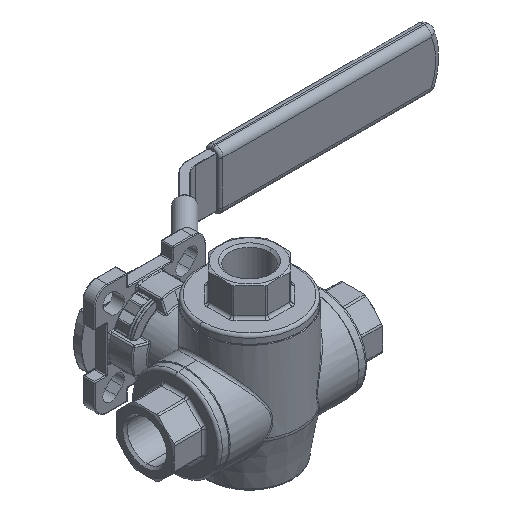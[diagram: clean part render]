
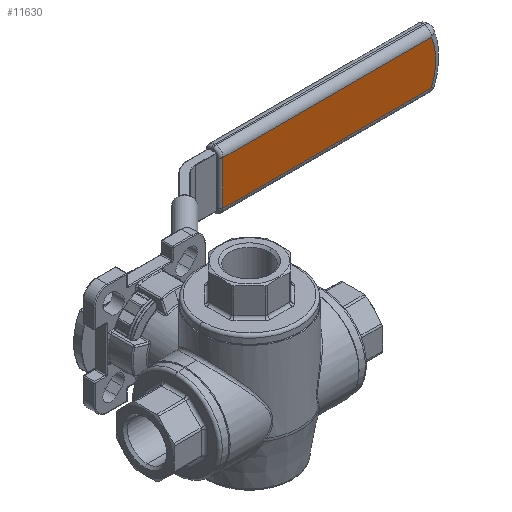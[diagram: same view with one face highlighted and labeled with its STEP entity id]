
A CAD part, isometric view. The second image highlights one B-rep face of the part: STEP entity #11630.
In plain terms, the highlighted planar face has unit normal (0, -1, 0).
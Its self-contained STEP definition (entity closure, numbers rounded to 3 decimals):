
#2275 = DIRECTION ( 'NONE',  ( 0., -1., 0. ) ) ;
#4248 = ORIENTED_EDGE ( 'NONE', *, *, #18928, .T. ) ;
#5840 = EDGE_CURVE ( 'NONE', #9363, #10915, #23547, .T. ) ;
#9363 = VERTEX_POINT ( 'NONE', #31883 ) ;
#10915 = VERTEX_POINT ( 'NONE', #13684 ) ;
#11630 = ADVANCED_FACE ( 'NONE', ( #52639 ), #27143, .F. ) ;
#11740 = CARTESIAN_POINT ( 'NONE',  ( 143., 70., 11. ) ) ;
#13684 = CARTESIAN_POINT ( 'NONE',  ( 59.985, 70., 8.3 ) ) ;
#15152 = CIRCLE ( 'NONE', #52601, 22.3 ) ;
#15967 = DIRECTION ( 'NONE',  ( 0., 1., 0. ) ) ;
#18928 = EDGE_CURVE ( 'NONE', #10915, #50449, #39434, .T. ) ;
#19233 = ORIENTED_EDGE ( 'NONE', *, *, #37942, .T. ) ;
#19690 = CARTESIAN_POINT ( 'NONE',  ( 117.999, 70., 0. ) ) ;
#20183 = CARTESIAN_POINT ( 'NONE',  ( 59.985, 70., 11. ) ) ;
#23547 = LINE ( 'NONE', #48362, #33528 ) ;
#24713 = VERTEX_POINT ( 'NONE', #35953 ) ;
#25735 = EDGE_CURVE ( 'NONE', #24713, #9363, #15152, .T. ) ;
#26292 = DIRECTION ( 'NONE',  ( -1., 0., 0. ) ) ;
#27143 = PLANE ( 'NONE',  #48148 ) ;
#30522 = EDGE_LOOP ( 'NONE', ( #4248, #19233, #35660, #50125 ) ) ;
#31883 = CARTESIAN_POINT ( 'NONE',  ( 138.697, 70., 8.3 ) ) ;
#32518 = DIRECTION ( 'NONE',  ( 0., 0., 1. ) ) ;
#33528 = VECTOR ( 'NONE', #26292, 1000. ) ;
#33539 = CARTESIAN_POINT ( 'NONE',  ( 59.985, 70., -8.3 ) ) ;
#33825 = LINE ( 'NONE', #39468, #35798 ) ;
#35660 = ORIENTED_EDGE ( 'NONE', *, *, #25735, .T. ) ;
#35798 = VECTOR ( 'NONE', #43763, 1000. ) ;
#35953 = CARTESIAN_POINT ( 'NONE',  ( 138.697, 70., -8.3 ) ) ;
#37942 = EDGE_CURVE ( 'NONE', #50449, #24713, #33825, .T. ) ;
#39434 = LINE ( 'NONE', #20183, #47477 ) ;
#39468 = CARTESIAN_POINT ( 'NONE',  ( 140.449, 70., -8.3 ) ) ;
#43763 = DIRECTION ( 'NONE',  ( 1., 0., 0. ) ) ;
#47477 = VECTOR ( 'NONE', #49919, 1000. ) ;
#48148 = AXIS2_PLACEMENT_3D ( 'NONE', #11740, #15967, #53497 ) ;
#48362 = CARTESIAN_POINT ( 'NONE',  ( 143., 70., 8.3 ) ) ;
#49919 = DIRECTION ( 'NONE',  ( 0., 0., -1. ) ) ;
#50125 = ORIENTED_EDGE ( 'NONE', *, *, #5840, .T. ) ;
#50449 = VERTEX_POINT ( 'NONE', #33539 ) ;
#52601 = AXIS2_PLACEMENT_3D ( 'NONE', #19690, #2275, #32518 ) ;
#52639 = FACE_OUTER_BOUND ( 'NONE', #30522, .T. ) ;
#53497 = DIRECTION ( 'NONE',  ( 0., 0., 1. ) ) ;
